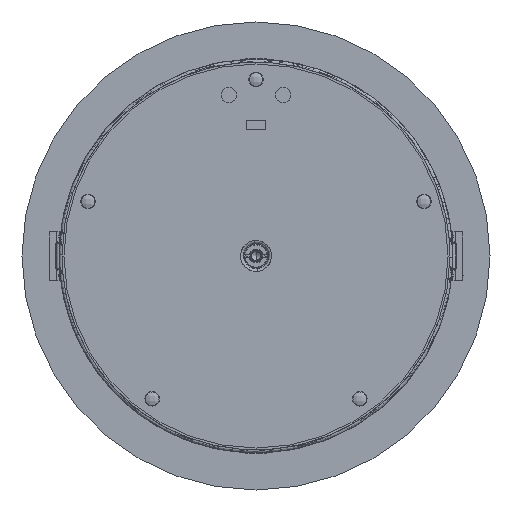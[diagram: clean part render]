
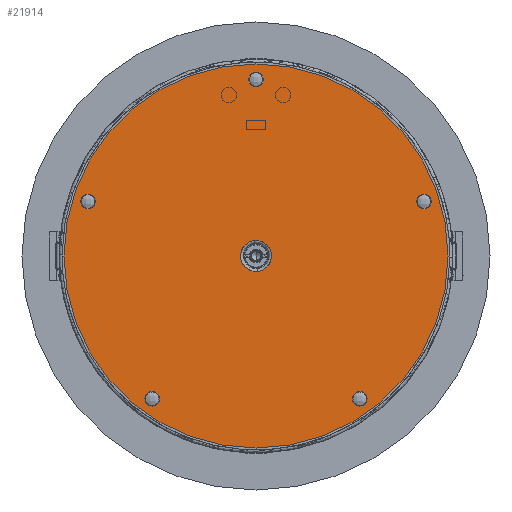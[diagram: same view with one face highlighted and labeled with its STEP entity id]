
A CAD part, front view. The second image highlights one B-rep face of the part: STEP entity #21914.
In plain terms, the highlighted planar face has unit normal (0, -1, 0).
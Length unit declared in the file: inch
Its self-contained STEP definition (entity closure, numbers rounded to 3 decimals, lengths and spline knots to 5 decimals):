
#60 = CIRCLE ( 'NONE', #14853, 0.31496 ) ;
#381 = CARTESIAN_POINT ( 'NONE',  ( 0., 0., -0.31496 ) ) ;
#1230 = CARTESIAN_POINT ( 'NONE',  ( -1.10711, 0., 3.40733 ) ) ;
#1483 = FACE_BOUND ( 'NONE', #17239, .T. ) ;
#1610 = CIRCLE ( 'NONE', #15869, 3.89764 ) ;
#1813 = CARTESIAN_POINT ( 'NONE',  ( -1.10711, 0., 3.40733 ) ) ;
#1838 = AXIS2_PLACEMENT_3D ( 'NONE', #1230, #25779, #4067 ) ;
#2305 = AXIS2_PLACEMENT_3D ( 'NONE', #9078, #3633, #31603 ) ;
#2500 = DIRECTION ( 'NONE',  ( 0., 1., 0. ) ) ;
#2580 = VERTEX_POINT ( 'NONE', #7382 ) ;
#2618 = CARTESIAN_POINT ( 'NONE',  ( 0., 0., 0. ) ) ;
#2802 = CARTESIAN_POINT ( 'NONE',  ( 0., 0., 0.31496 ) ) ;
#2885 = CIRCLE ( 'NONE', #22117, 0.14764 ) ;
#3196 = AXIS2_PLACEMENT_3D ( 'NONE', #15793, #8662, #31034 ) ;
#3633 = DIRECTION ( 'NONE',  ( 0., 1., 0. ) ) ;
#3666 = ORIENTED_EDGE ( 'NONE', *, *, #31833, .T. ) ;
#3764 = EDGE_CURVE ( 'NONE', #6825, #14861, #60, .T. ) ;
#3767 = EDGE_CURVE ( 'NONE', #24585, #13665, #29655, .T. ) ;
#4067 = DIRECTION ( 'NONE',  ( 0., 0., 1. ) ) ;
#4143 = EDGE_CURVE ( 'NONE', #14861, #6825, #23633, .T. ) ;
#4301 = ORIENTED_EDGE ( 'NONE', *, *, #23724, .T. ) ;
#4338 = VERTEX_POINT ( 'NONE', #13160 ) ;
#4347 = EDGE_CURVE ( 'NONE', #21546, #8641, #19935, .T. ) ;
#4419 = ORIENTED_EDGE ( 'NONE', *, *, #3767, .T. ) ;
#4484 = PLANE ( 'NONE',  #5527 ) ;
#4496 = AXIS2_PLACEMENT_3D ( 'NONE', #19842, #12548, #15210 ) ;
#4501 = ORIENTED_EDGE ( 'NONE', *, *, #5430, .T. ) ;
#4535 = CIRCLE ( 'NONE', #22995, 0.14764 ) ;
#4585 = ORIENTED_EDGE ( 'NONE', *, *, #20735, .T. ) ;
#4664 = VERTEX_POINT ( 'NONE', #17146 ) ;
#4833 = ORIENTED_EDGE ( 'NONE', *, *, #4143, .T. ) ;
#5173 = AXIS2_PLACEMENT_3D ( 'NONE', #5262, #10530, #15489 ) ;
#5262 = CARTESIAN_POINT ( 'NONE',  ( 0., 0., 0. ) ) ;
#5430 = EDGE_CURVE ( 'NONE', #4338, #19025, #23031, .T. ) ;
#5527 = AXIS2_PLACEMENT_3D ( 'NONE', #21642, #24299, #31607 ) ;
#5934 = CARTESIAN_POINT ( 'NONE',  ( 2.89845, 0., 2.10584 ) ) ;
#6316 = CARTESIAN_POINT ( 'NONE',  ( -1.10711, 0., -3.40733 ) ) ;
#6429 = EDGE_CURVE ( 'NONE', #2580, #4664, #29776, .T. ) ;
#6487 = DIRECTION ( 'NONE',  ( 0., 0., 1. ) ) ;
#6825 = VERTEX_POINT ( 'NONE', #2802 ) ;
#6957 = FACE_BOUND ( 'NONE', #11006, .T. ) ;
#7382 = CARTESIAN_POINT ( 'NONE',  ( -3.58268, 0., -0.14764 ) ) ;
#7401 = CARTESIAN_POINT ( 'NONE',  ( -1.10711, 0., -3.25969 ) ) ;
#8335 = VERTEX_POINT ( 'NONE', #14641 ) ;
#8549 = DIRECTION ( 'NONE',  ( 0., 0., 1. ) ) ;
#8641 = VERTEX_POINT ( 'NONE', #16874 ) ;
#8662 = DIRECTION ( 'NONE',  ( 0., 1., 0. ) ) ;
#8969 = ORIENTED_EDGE ( 'NONE', *, *, #3764, .T. ) ;
#9078 = CARTESIAN_POINT ( 'NONE',  ( -3.58268, 0., 0. ) ) ;
#9323 = CARTESIAN_POINT ( 'NONE',  ( -3.58268, 0., 0. ) ) ;
#10081 = DIRECTION ( 'NONE',  ( 0., 1., 0. ) ) ;
#10530 = DIRECTION ( 'NONE',  ( 0., 1., 0. ) ) ;
#10756 = CIRCLE ( 'NONE', #27687, 0.14764 ) ;
#11006 = EDGE_LOOP ( 'NONE', ( #4301, #3666 ) ) ;
#11087 = DIRECTION ( 'NONE',  ( 0., 1., 0. ) ) ;
#11354 = VERTEX_POINT ( 'NONE', #16284 ) ;
#11589 = EDGE_LOOP ( 'NONE', ( #15827, #4419 ) ) ;
#11771 = AXIS2_PLACEMENT_3D ( 'NONE', #17485, #27569, #15007 ) ;
#12187 = DIRECTION ( 'NONE',  ( 0., 1., 0. ) ) ;
#12548 = DIRECTION ( 'NONE',  ( 0., 1., 0. ) ) ;
#12562 = ORIENTED_EDGE ( 'NONE', *, *, #6429, .T. ) ;
#12983 = ORIENTED_EDGE ( 'NONE', *, *, #19064, .T. ) ;
#13160 = CARTESIAN_POINT ( 'NONE',  ( -1.10711, 0., -3.55497 ) ) ;
#13255 = AXIS2_PLACEMENT_3D ( 'NONE', #1813, #10081, #30277 ) ;
#13665 = VERTEX_POINT ( 'NONE', #18945 ) ;
#14365 = CARTESIAN_POINT ( 'NONE',  ( 2.89845, 0., -2.25348 ) ) ;
#14641 = CARTESIAN_POINT ( 'NONE',  ( 2.89845, 0., -1.95821 ) ) ;
#14707 = DIRECTION ( 'NONE',  ( 0., 1., 0. ) ) ;
#14853 = AXIS2_PLACEMENT_3D ( 'NONE', #15054, #2500, #22637 ) ;
#14861 = VERTEX_POINT ( 'NONE', #381 ) ;
#15007 = DIRECTION ( 'NONE',  ( 0., 0., 1. ) ) ;
#15054 = CARTESIAN_POINT ( 'NONE',  ( 0., 0., 0. ) ) ;
#15210 = DIRECTION ( 'NONE',  ( 0., 0., 1. ) ) ;
#15489 = DIRECTION ( 'NONE',  ( 0., 0., 1. ) ) ;
#15568 = EDGE_CURVE ( 'NONE', #8641, #21546, #1610, .T. ) ;
#15793 = CARTESIAN_POINT ( 'NONE',  ( 2.89845, 0., 2.10584 ) ) ;
#15827 = ORIENTED_EDGE ( 'NONE', *, *, #22063, .T. ) ;
#15869 = AXIS2_PLACEMENT_3D ( 'NONE', #24329, #21517, #6487 ) ;
#16003 = DIRECTION ( 'NONE',  ( 0., 1., 0. ) ) ;
#16052 = ORIENTED_EDGE ( 'NONE', *, *, #28459, .T. ) ;
#16284 = CARTESIAN_POINT ( 'NONE',  ( 2.89845, 0., 1.95821 ) ) ;
#16356 = VERTEX_POINT ( 'NONE', #30226 ) ;
#16874 = CARTESIAN_POINT ( 'NONE',  ( 0., 0., 3.89764 ) ) ;
#17045 = FACE_BOUND ( 'NONE', #11589, .T. ) ;
#17146 = CARTESIAN_POINT ( 'NONE',  ( -3.58268, 0., 0.14764 ) ) ;
#17239 = EDGE_LOOP ( 'NONE', ( #12983, #16052 ) ) ;
#17278 = ORIENTED_EDGE ( 'NONE', *, *, #4347, .F. ) ;
#17360 = CARTESIAN_POINT ( 'NONE',  ( 2.89845, 0., -2.10584 ) ) ;
#17451 = CIRCLE ( 'NONE', #3196, 0.14764 ) ;
#17485 = CARTESIAN_POINT ( 'NONE',  ( 2.89845, 0., -2.10584 ) ) ;
#18190 = CIRCLE ( 'NONE', #1838, 0.14764 ) ;
#18364 = AXIS2_PLACEMENT_3D ( 'NONE', #2618, #12187, #24611 ) ;
#18945 = CARTESIAN_POINT ( 'NONE',  ( -1.10711, 0., 3.55497 ) ) ;
#19025 = VERTEX_POINT ( 'NONE', #7401 ) ;
#19064 = EDGE_CURVE ( 'NONE', #8335, #29064, #22871, .T. ) ;
#19208 = DIRECTION ( 'NONE',  ( 0., 0., 1. ) ) ;
#19250 = AXIS2_PLACEMENT_3D ( 'NONE', #6316, #11087, #19208 ) ;
#19830 = EDGE_LOOP ( 'NONE', ( #27430, #4501 ) ) ;
#19842 = CARTESIAN_POINT ( 'NONE',  ( -1.10711, 0., -3.40733 ) ) ;
#19935 = CIRCLE ( 'NONE', #5173, 3.89764 ) ;
#20735 = EDGE_CURVE ( 'NONE', #4664, #2580, #10756, .T. ) ;
#20983 = EDGE_LOOP ( 'NONE', ( #4585, #12562 ) ) ;
#21517 = DIRECTION ( 'NONE',  ( 0., 1., 0. ) ) ;
#21546 = VERTEX_POINT ( 'NONE', #31992 ) ;
#21642 = CARTESIAN_POINT ( 'NONE',  ( 0., 0., 0. ) ) ;
#21914 = ADVANCED_FACE ( 'NONE', ( #22148, #29618, #1483, #6957, #17045, #24643, #27123 ), #4484, .F. ) ;
#21928 = EDGE_CURVE ( 'NONE', #19025, #4338, #29854, .T. ) ;
#22063 = EDGE_CURVE ( 'NONE', #13665, #24585, #18190, .T. ) ;
#22117 = AXIS2_PLACEMENT_3D ( 'NONE', #17360, #14707, #22135 ) ;
#22135 = DIRECTION ( 'NONE',  ( 0., 0., 1. ) ) ;
#22148 = FACE_BOUND ( 'NONE', #28817, .T. ) ;
#22199 = DIRECTION ( 'NONE',  ( 0., 0., 1. ) ) ;
#22637 = DIRECTION ( 'NONE',  ( 0., 0., 1. ) ) ;
#22871 = CIRCLE ( 'NONE', #11771, 0.14764 ) ;
#22995 = AXIS2_PLACEMENT_3D ( 'NONE', #5934, #16003, #8549 ) ;
#23031 = CIRCLE ( 'NONE', #19250, 0.14764 ) ;
#23633 = CIRCLE ( 'NONE', #18364, 0.31496 ) ;
#23724 = EDGE_CURVE ( 'NONE', #16356, #11354, #4535, .T. ) ;
#24299 = DIRECTION ( 'NONE',  ( 0., 1., 0. ) ) ;
#24321 = EDGE_LOOP ( 'NONE', ( #31977, #17278 ) ) ;
#24329 = CARTESIAN_POINT ( 'NONE',  ( 0., 0., 0. ) ) ;
#24585 = VERTEX_POINT ( 'NONE', #28287 ) ;
#24611 = DIRECTION ( 'NONE',  ( 0., 0., 1. ) ) ;
#24643 = FACE_BOUND ( 'NONE', #20983, .T. ) ;
#25779 = DIRECTION ( 'NONE',  ( 0., 1., 0. ) ) ;
#27009 = DIRECTION ( 'NONE',  ( 0., 1., 0. ) ) ;
#27123 = FACE_OUTER_BOUND ( 'NONE', #24321, .T. ) ;
#27430 = ORIENTED_EDGE ( 'NONE', *, *, #21928, .T. ) ;
#27569 = DIRECTION ( 'NONE',  ( 0., 1., 0. ) ) ;
#27687 = AXIS2_PLACEMENT_3D ( 'NONE', #9323, #27009, #22199 ) ;
#28287 = CARTESIAN_POINT ( 'NONE',  ( -1.10711, 0., 3.25969 ) ) ;
#28459 = EDGE_CURVE ( 'NONE', #29064, #8335, #2885, .T. ) ;
#28817 = EDGE_LOOP ( 'NONE', ( #8969, #4833 ) ) ;
#29064 = VERTEX_POINT ( 'NONE', #14365 ) ;
#29618 = FACE_BOUND ( 'NONE', #19830, .T. ) ;
#29655 = CIRCLE ( 'NONE', #13255, 0.14764 ) ;
#29776 = CIRCLE ( 'NONE', #2305, 0.14764 ) ;
#29854 = CIRCLE ( 'NONE', #4496, 0.14764 ) ;
#30226 = CARTESIAN_POINT ( 'NONE',  ( 2.89845, 0., 2.25348 ) ) ;
#30277 = DIRECTION ( 'NONE',  ( 0., 0., 1. ) ) ;
#31034 = DIRECTION ( 'NONE',  ( 0., 0., 1. ) ) ;
#31603 = DIRECTION ( 'NONE',  ( 0., 0., 1. ) ) ;
#31607 = DIRECTION ( 'NONE',  ( 0., 0., 1. ) ) ;
#31833 = EDGE_CURVE ( 'NONE', #11354, #16356, #17451, .T. ) ;
#31977 = ORIENTED_EDGE ( 'NONE', *, *, #15568, .F. ) ;
#31992 = CARTESIAN_POINT ( 'NONE',  ( 0., 0., -3.89764 ) ) ;
